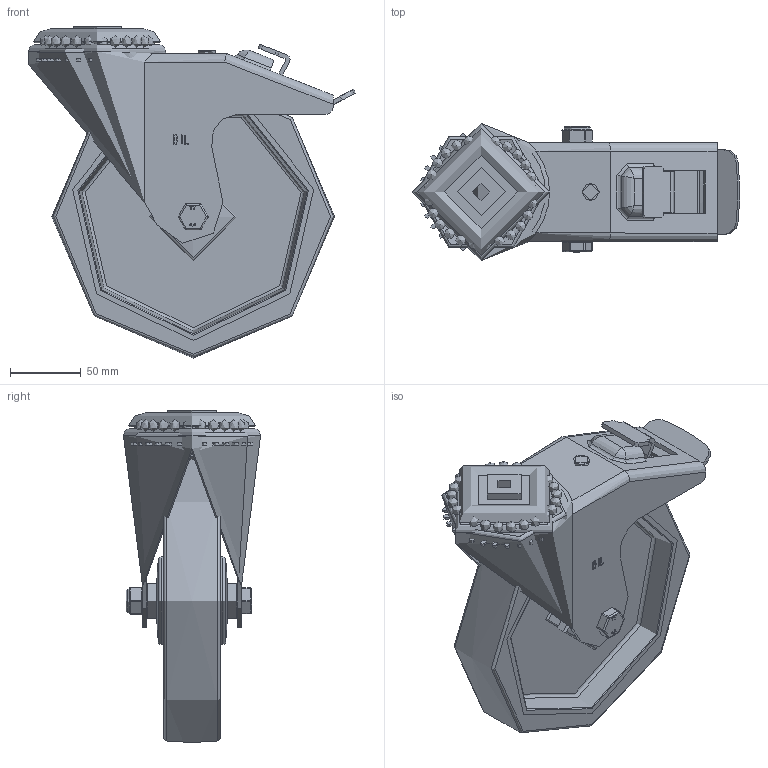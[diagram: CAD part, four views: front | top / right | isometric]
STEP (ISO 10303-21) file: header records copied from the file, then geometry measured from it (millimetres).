
FILE_DESCRIPTION(/* description */ (''),/* implementation_level */ '2;1');
FILE_NAME(/* name */ 'BZMM200STPRBJBH12SWB.step',/* time_stamp */ '2024-10-02T12:04:00+01:00',/* author */ (''),/* organization */ (''),/* preprocessor_version */ 'ST-DEVELOPER v20',/* originating_system */ 'Autodesk Translation Framework v13.20.0.188',/* authorisation */ '');
FILE_SCHEMA (('AUTOMOTIVE_DESIGN { 1 0 10303 214 3 1 1 }'));
Length unit declared in the file: millimetre
Products named in the file (33): BZMM200STPRBJBH12SWB; BZMM200ASBH12SWB - 64 v1; ZINC PLATED, PRESSED STEEL HEAD; ZINC PLATED, PRESSED STEEL HEAD Geometry; BRAKE PAD; BRAKE PAD Geometry; BRAKE BOLT; ZINC PLATED, PRESSED STEEL BRAKE PEDAL; ZINC PLATED, PRESSED STEEL FORKS; ZINC PLATED, PRESSED STEEL FORKS Geometry; BOLT; NYLOC THIN NUT; NUT; SEAL; BZH200WSTPRBJM12 v1; 65 SHORE A THERMOPLASTIC RUBBER TYRE; POLYPROPYLENE RIM; BEARING6204; INNER; OUTER; BALL BEARINGS; Component3; MIDDLE; RUBBER; CAP; CAP Geometry; CAP2; HEXBOLTM12X80Z8.8 v2; GRADE 8.8 ZINC PLATED BOLT; NYLOCM12Z v1; NYLOC NUT; NUT (1); RUBBER (1)
Assembly tree (39 placements, depth 5):
  BZMM200STPRBJBH12SWB
    BZMM200ASBH12SWB - 64 v1
      ZINC PLATED, PRESSED STEEL HEAD
        ZINC PLATED, PRESSED STEEL HEAD Geometry
      BRAKE PAD
        BRAKE PAD Geometry
        BRAKE BOLT
      ZINC PLATED, PRESSED STEEL BRAKE PEDAL
      ZINC PLATED, PRESSED STEEL FORKS
        ZINC PLATED, PRESSED STEEL FORKS Geometry
        BOLT
        NYLOC THIN NUT
          NUT
          SEAL
    BZH200WSTPRBJM12 v1
      65 SHORE A THERMOPLASTIC RUBBER TYRE
      POLYPROPYLENE RIM
      BEARING6204
        INNER
        OUTER
        BALL BEARINGS
          Component3  x8
        MIDDLE
        RUBBER
      CAP
        CAP Geometry
        CAP2
    HEXBOLTM12X80Z8.8 v2
      GRADE 8.8 ZINC PLATED BOLT
    NYLOCM12Z v1
      NYLOC NUT
        NUT (1)
        RUBBER (1)
Bounding box: 231.38 x 97 x 234.91 mm (x, y, z)
Volume: 831227.6 mm3; surface area: 346100.5 mm2
Topology: 73 solids, 73 shells, 1107 faces, 2837 edges, 1848 vertices
Faces by surface type: plane 465, cylinder 286, bspline 209, sphere 93, torus 39, cone 15
Full cylindrical faces by diameter (mm): 6 x5, 7 x2, 9.5 x1, 9.836 x18, 10 x2, 11.834 x18, 12 x4, 12.2 x1, 12.3 x2, 12.6 x2, 14 x2, 18 x1, 18.5 x1, 19.9 x2, 20 x1, 24 x1, 25 x2, 26.25 x2, 27 x1, 28.5 x4, 30.8 x2, 31.3 x2, 34 x1, 39 x1, 40.3 x2, 40.5 x2, 40.8 x2, 42 x5, 43 x2, 46 x2
Entity records: 43975 total; most frequent: CARTESIAN_POINT 17635, ORIENTED_EDGE 5408, DIRECTION 4906, EDGE_CURVE 2704, VERTEX_POINT 1832, AXIS2_PLACEMENT_3D 1786, LINE 1334, VECTOR 1334
